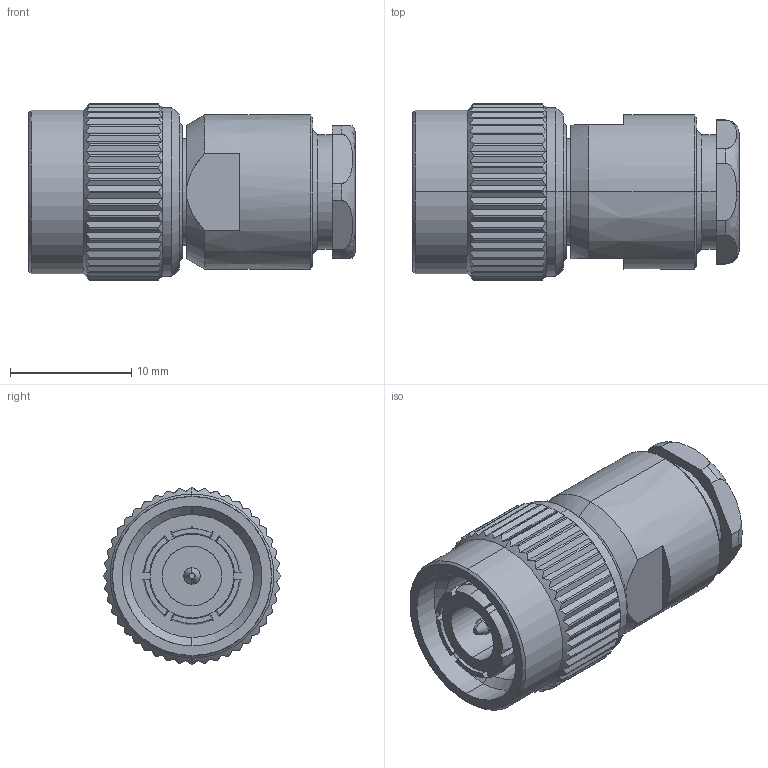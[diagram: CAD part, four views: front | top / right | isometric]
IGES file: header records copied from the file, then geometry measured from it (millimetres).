
Start section: SolidWorks IGES file using analytic representation for surfaces
Global section: file name: R143.012.000S.IGS; native system: SolidWorks 2011; preprocessor: SolidWorks 2011; author: yang_f; date: 120503.123535; units: millimetre
Bounding box: 26.9 x 14.5 x 14.5 mm (x, y, z)
Surface area: 2319.8 mm2 (no closed solid volume)
Topology: 0 solids, 0 shells, 300 faces, 2550 edges, 2550 vertices
Faces by surface type: bspline 182, revolution 118
